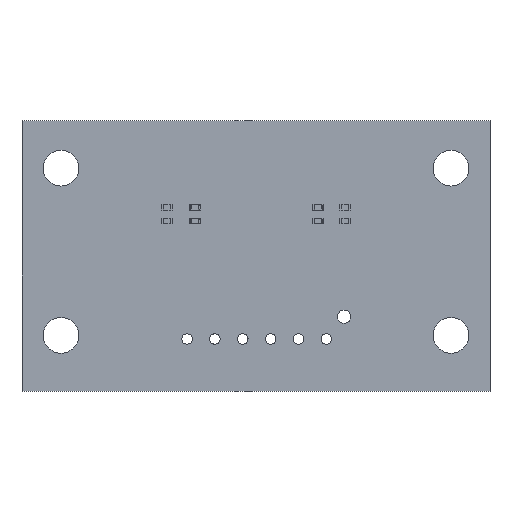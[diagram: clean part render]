
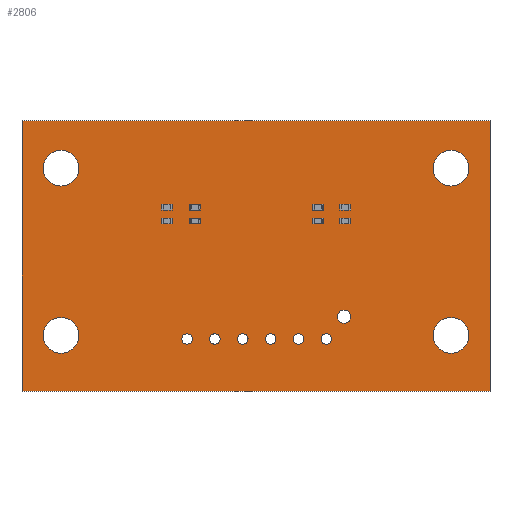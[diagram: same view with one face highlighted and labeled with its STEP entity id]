
A CAD part, top view. The second image highlights one B-rep face of the part: STEP entity #2806.
In plain terms, the highlighted planar face has unit normal (0, 0, 1).
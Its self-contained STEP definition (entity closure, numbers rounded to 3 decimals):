
#2573 = VERTEX_POINT('',#2574);
#2574 = CARTESIAN_POINT('',(21.,0.,1.6));
#2580 = EDGE_CURVE('',#2573,#2581,#2583,.T.);
#2581 = VERTEX_POINT('',#2582);
#2582 = CARTESIAN_POINT('',(-21.,0.,1.6));
#2583 = LINE('',#2584,#2585);
#2584 = CARTESIAN_POINT('',(21.,0.,1.6));
#2585 = VECTOR('',#2586,1.);
#2586 = DIRECTION('',(-1.,0.,0.));
#2613 = VERTEX_POINT('',#2614);
#2614 = CARTESIAN_POINT('',(21.,24.25,1.6));
#2620 = EDGE_CURVE('',#2613,#2573,#2621,.T.);
#2621 = LINE('',#2622,#2623);
#2622 = CARTESIAN_POINT('',(21.,24.25,1.6));
#2623 = VECTOR('',#2624,1.);
#2624 = DIRECTION('',(0.,-1.,0.));
#2642 = EDGE_CURVE('',#2581,#2643,#2645,.T.);
#2643 = VERTEX_POINT('',#2644);
#2644 = CARTESIAN_POINT('',(-21.,24.25,1.6));
#2645 = LINE('',#2646,#2647);
#2646 = CARTESIAN_POINT('',(-21.,0.,1.6));
#2647 = VECTOR('',#2648,1.);
#2648 = DIRECTION('',(0.,1.,0.));
#2806 = ADVANCED_FACE('',(#2807,#2818,#2829,#2840,#2851,#2862,#2873,
    #2884,#2895,#2906,#2917,#2928),#2939,.F.);
#2807 = FACE_BOUND('',#2808,.F.);
#2808 = EDGE_LOOP('',(#2809,#2810,#2811,#2817));
#2809 = ORIENTED_EDGE('',*,*,#2580,.T.);
#2810 = ORIENTED_EDGE('',*,*,#2642,.T.);
#2811 = ORIENTED_EDGE('',*,*,#2812,.T.);
#2812 = EDGE_CURVE('',#2643,#2613,#2813,.T.);
#2813 = LINE('',#2814,#2815);
#2814 = CARTESIAN_POINT('',(-21.,24.25,1.6));
#2815 = VECTOR('',#2816,1.);
#2816 = DIRECTION('',(1.,0.,0.));
#2817 = ORIENTED_EDGE('',*,*,#2620,.T.);
#2818 = FACE_BOUND('',#2819,.F.);
#2819 = EDGE_LOOP('',(#2820));
#2820 = ORIENTED_EDGE('',*,*,#2821,.T.);
#2821 = EDGE_CURVE('',#2822,#2822,#2824,.T.);
#2822 = VERTEX_POINT('',#2823);
#2823 = CARTESIAN_POINT('',(19.1,5.,1.6));
#2824 = CIRCLE('',#2825,1.6);
#2825 = AXIS2_PLACEMENT_3D('',#2826,#2827,#2828);
#2826 = CARTESIAN_POINT('',(17.5,5.,1.6));
#2827 = DIRECTION('',(0.,0.,1.));
#2828 = DIRECTION('',(1.,0.,-0.));
#2829 = FACE_BOUND('',#2830,.F.);
#2830 = EDGE_LOOP('',(#2831));
#2831 = ORIENTED_EDGE('',*,*,#2832,.F.);
#2832 = EDGE_CURVE('',#2833,#2833,#2835,.T.);
#2833 = VERTEX_POINT('',#2834);
#2834 = CARTESIAN_POINT('',(6.311,4.2,1.6));
#2835 = CIRCLE('',#2836,0.475);
#2836 = AXIS2_PLACEMENT_3D('',#2837,#2838,#2839);
#2837 = CARTESIAN_POINT('',(6.311,4.675,1.6));
#2838 = DIRECTION('',(-0.,0.,-1.));
#2839 = DIRECTION('',(-0.,-1.,0.));
#2840 = FACE_BOUND('',#2841,.F.);
#2841 = EDGE_LOOP('',(#2842));
#2842 = ORIENTED_EDGE('',*,*,#2843,.F.);
#2843 = EDGE_CURVE('',#2844,#2844,#2846,.T.);
#2844 = VERTEX_POINT('',#2845);
#2845 = CARTESIAN_POINT('',(3.811,4.2,1.6));
#2846 = CIRCLE('',#2847,0.475);
#2847 = AXIS2_PLACEMENT_3D('',#2848,#2849,#2850);
#2848 = CARTESIAN_POINT('',(3.811,4.675,1.6));
#2849 = DIRECTION('',(-0.,0.,-1.));
#2850 = DIRECTION('',(-0.,-1.,0.));
#2851 = FACE_BOUND('',#2852,.F.);
#2852 = EDGE_LOOP('',(#2853));
#2853 = ORIENTED_EDGE('',*,*,#2854,.F.);
#2854 = EDGE_CURVE('',#2855,#2855,#2857,.T.);
#2855 = VERTEX_POINT('',#2856);
#2856 = CARTESIAN_POINT('',(1.311,4.2,1.6));
#2857 = CIRCLE('',#2858,0.475);
#2858 = AXIS2_PLACEMENT_3D('',#2859,#2860,#2861);
#2859 = CARTESIAN_POINT('',(1.311,4.675,1.6));
#2860 = DIRECTION('',(-0.,0.,-1.));
#2861 = DIRECTION('',(-0.,-1.,0.));
#2862 = FACE_BOUND('',#2863,.F.);
#2863 = EDGE_LOOP('',(#2864));
#2864 = ORIENTED_EDGE('',*,*,#2865,.F.);
#2865 = EDGE_CURVE('',#2866,#2866,#2868,.T.);
#2866 = VERTEX_POINT('',#2867);
#2867 = CARTESIAN_POINT('',(7.911,6.075,1.6));
#2868 = CIRCLE('',#2869,0.6);
#2869 = AXIS2_PLACEMENT_3D('',#2870,#2871,#2872);
#2870 = CARTESIAN_POINT('',(7.911,6.675,1.6));
#2871 = DIRECTION('',(-0.,0.,-1.));
#2872 = DIRECTION('',(-0.,-1.,0.));
#2873 = FACE_BOUND('',#2874,.F.);
#2874 = EDGE_LOOP('',(#2875));
#2875 = ORIENTED_EDGE('',*,*,#2876,.F.);
#2876 = EDGE_CURVE('',#2877,#2877,#2879,.T.);
#2877 = VERTEX_POINT('',#2878);
#2878 = CARTESIAN_POINT('',(-1.189,4.2,1.6));
#2879 = CIRCLE('',#2880,0.475);
#2880 = AXIS2_PLACEMENT_3D('',#2881,#2882,#2883);
#2881 = CARTESIAN_POINT('',(-1.189,4.675,1.6));
#2882 = DIRECTION('',(-0.,0.,-1.));
#2883 = DIRECTION('',(-0.,-1.,0.));
#2884 = FACE_BOUND('',#2885,.F.);
#2885 = EDGE_LOOP('',(#2886));
#2886 = ORIENTED_EDGE('',*,*,#2887,.F.);
#2887 = EDGE_CURVE('',#2888,#2888,#2890,.T.);
#2888 = VERTEX_POINT('',#2889);
#2889 = CARTESIAN_POINT('',(-3.689,4.2,1.6));
#2890 = CIRCLE('',#2891,0.475);
#2891 = AXIS2_PLACEMENT_3D('',#2892,#2893,#2894);
#2892 = CARTESIAN_POINT('',(-3.689,4.675,1.6));
#2893 = DIRECTION('',(-0.,0.,-1.));
#2894 = DIRECTION('',(-0.,-1.,0.));
#2895 = FACE_BOUND('',#2896,.F.);
#2896 = EDGE_LOOP('',(#2897));
#2897 = ORIENTED_EDGE('',*,*,#2898,.F.);
#2898 = EDGE_CURVE('',#2899,#2899,#2901,.T.);
#2899 = VERTEX_POINT('',#2900);
#2900 = CARTESIAN_POINT('',(-6.189,4.2,1.6));
#2901 = CIRCLE('',#2902,0.475);
#2902 = AXIS2_PLACEMENT_3D('',#2903,#2904,#2905);
#2903 = CARTESIAN_POINT('',(-6.189,4.675,1.6));
#2904 = DIRECTION('',(-0.,0.,-1.));
#2905 = DIRECTION('',(-0.,-1.,0.));
#2906 = FACE_BOUND('',#2907,.F.);
#2907 = EDGE_LOOP('',(#2908));
#2908 = ORIENTED_EDGE('',*,*,#2909,.T.);
#2909 = EDGE_CURVE('',#2910,#2910,#2912,.T.);
#2910 = VERTEX_POINT('',#2911);
#2911 = CARTESIAN_POINT('',(-15.9,5.,1.6));
#2912 = CIRCLE('',#2913,1.6);
#2913 = AXIS2_PLACEMENT_3D('',#2914,#2915,#2916);
#2914 = CARTESIAN_POINT('',(-17.5,5.,1.6));
#2915 = DIRECTION('',(0.,0.,1.));
#2916 = DIRECTION('',(1.,0.,-0.));
#2917 = FACE_BOUND('',#2918,.F.);
#2918 = EDGE_LOOP('',(#2919));
#2919 = ORIENTED_EDGE('',*,*,#2920,.T.);
#2920 = EDGE_CURVE('',#2921,#2921,#2923,.T.);
#2921 = VERTEX_POINT('',#2922);
#2922 = CARTESIAN_POINT('',(19.1,20.,1.6));
#2923 = CIRCLE('',#2924,1.6);
#2924 = AXIS2_PLACEMENT_3D('',#2925,#2926,#2927);
#2925 = CARTESIAN_POINT('',(17.5,20.,1.6));
#2926 = DIRECTION('',(0.,0.,1.));
#2927 = DIRECTION('',(1.,0.,-0.));
#2928 = FACE_BOUND('',#2929,.F.);
#2929 = EDGE_LOOP('',(#2930));
#2930 = ORIENTED_EDGE('',*,*,#2931,.T.);
#2931 = EDGE_CURVE('',#2932,#2932,#2934,.T.);
#2932 = VERTEX_POINT('',#2933);
#2933 = CARTESIAN_POINT('',(-15.9,20.,1.6));
#2934 = CIRCLE('',#2935,1.6);
#2935 = AXIS2_PLACEMENT_3D('',#2936,#2937,#2938);
#2936 = CARTESIAN_POINT('',(-17.5,20.,1.6));
#2937 = DIRECTION('',(0.,0.,1.));
#2938 = DIRECTION('',(1.,0.,-0.));
#2939 = PLANE('',#2940);
#2940 = AXIS2_PLACEMENT_3D('',#2941,#2942,#2943);
#2941 = CARTESIAN_POINT('',(0.,12.125,1.6));
#2942 = DIRECTION('',(-0.,-0.,-1.));
#2943 = DIRECTION('',(-1.,0.,0.));
